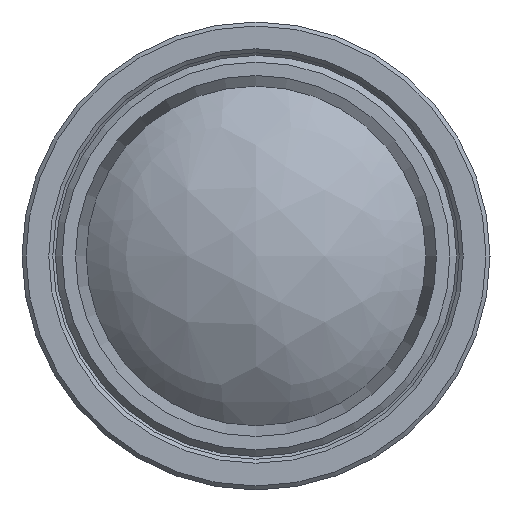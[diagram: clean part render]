
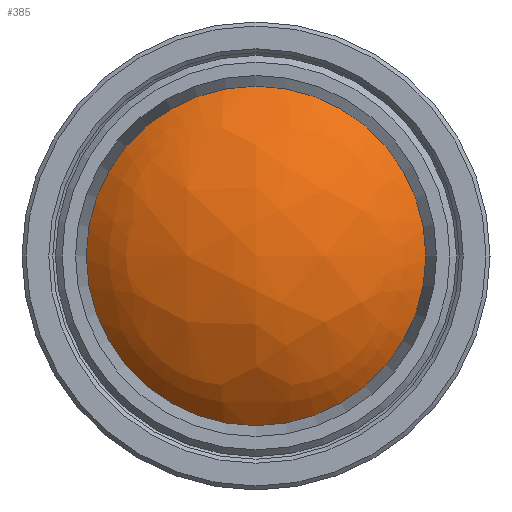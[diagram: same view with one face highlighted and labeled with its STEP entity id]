
A CAD part, left-side view. The second image highlights one B-rep face of the part: STEP entity #385.
In plain terms, the highlighted free-form (B-spline) face has degree [3, 3] with [4, 4] control points.
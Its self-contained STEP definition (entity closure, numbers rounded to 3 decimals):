
#69 = CARTESIAN_POINT ( 'NONE',  ( -10.853, 5.723, 6.337 ) ) ;
#70 = DIRECTION ( 'NONE',  ( 0., -1., 0. ) ) ;
#140 = CARTESIAN_POINT ( 'NONE',  ( -1.7, 13.606, -3.956 ) ) ;
#174 = CARTESIAN_POINT ( 'NONE',  ( -1.791, -13.526, -3.981 ) ) ;
#240 = CARTESIAN_POINT ( 'NONE',  ( -1.758, 5.723, 15.24 ) ) ;
#247 = FACE_OUTER_BOUND ( 'NONE', #967, .T. ) ;
#352 = CARTESIAN_POINT ( 'NONE',  ( 3.923, 13.606, 9.436 ) ) ;
#385 = ADVANCED_FACE ( 'NONE', ( #247 ), #631, .T. ) ;
#388 = CARTESIAN_POINT ( 'NONE',  ( -10.84, 5.723, -6.39 ) ) ;
#456 = CARTESIAN_POINT ( 'NONE',  ( -1.708, 13.606, 3.924 ) ) ;
#495 = DIRECTION ( 'NONE',  ( -1., 0., 0. ) ) ;
#510 = VERTEX_POINT ( 'NONE', #1231 ) ;
#550 = CARTESIAN_POINT ( 'NONE',  ( -10.892, -5.595, 6.348 ) ) ;
#586 = CARTESIAN_POINT ( 'NONE',  ( 3.944, 13.606, -9.456 ) ) ;
#631 =( BOUNDED_SURFACE ( )  B_SPLINE_SURFACE ( 3, 3, ( 
 ( #586, #140, #456, #352 ),
 ( #866, #388, #69, #240 ),
 ( #752, #1211, #550, #652 ),
 ( #1101, #174, #686, #790 ) ),
 .UNSPECIFIED., .F., .F., .F. ) 
 B_SPLINE_SURFACE_WITH_KNOTS ( ( 4, 4 ),
 ( 4, 4 ),
 ( 0., 1. ),
 ( 0., 1. ),
 .UNSPECIFIED. ) 
 GEOMETRIC_REPRESENTATION_ITEM ( )  RATIONAL_B_SPLINE_SURFACE ( (
 ( 1., 0.799, 0.799, 1.),
 ( 0.799, 0.639, 0.639, 0.799),
 ( 0.799, 0.639, 0.639, 0.799),
 ( 1., 0.799, 0.799, 1.) ) ) 
 REPRESENTATION_ITEM ( '' )  SURFACE ( )  );
#635 = AXIS2_PLACEMENT_3D ( 'NONE', #1311, #495, #70 ) ;
#652 = CARTESIAN_POINT ( 'NONE',  ( -1.782, -5.595, 15.265 ) ) ;
#686 = CARTESIAN_POINT ( 'NONE',  ( -1.8, -13.526, 3.948 ) ) ;
#752 = CARTESIAN_POINT ( 'NONE',  ( -1.749, -5.595, -15.297 ) ) ;
#790 = CARTESIAN_POINT ( 'NONE',  ( 3.866, -13.526, 9.494 ) ) ;
#866 = CARTESIAN_POINT ( 'NONE',  ( -1.725, 5.723, -15.273 ) ) ;
#967 = EDGE_LOOP ( 'NONE', ( #1198 ) ) ;
#1100 = EDGE_CURVE ( 'NONE', #510, #510, #1218, .T. ) ;
#1101 = CARTESIAN_POINT ( 'NONE',  ( 3.887, -13.526, -9.515 ) ) ;
#1198 = ORIENTED_EDGE ( 'NONE', *, *, #1100, .T. ) ;
#1211 = CARTESIAN_POINT ( 'NONE',  ( -10.878, -5.595, -6.4 ) ) ;
#1218 = CIRCLE ( 'NONE', #635, 13.4 ) ;
#1231 = CARTESIAN_POINT ( 'NONE',  ( -0.253, -13.4, 0. ) ) ;
#1311 = CARTESIAN_POINT ( 'NONE',  ( -0.253, 0., 0. ) ) ;
